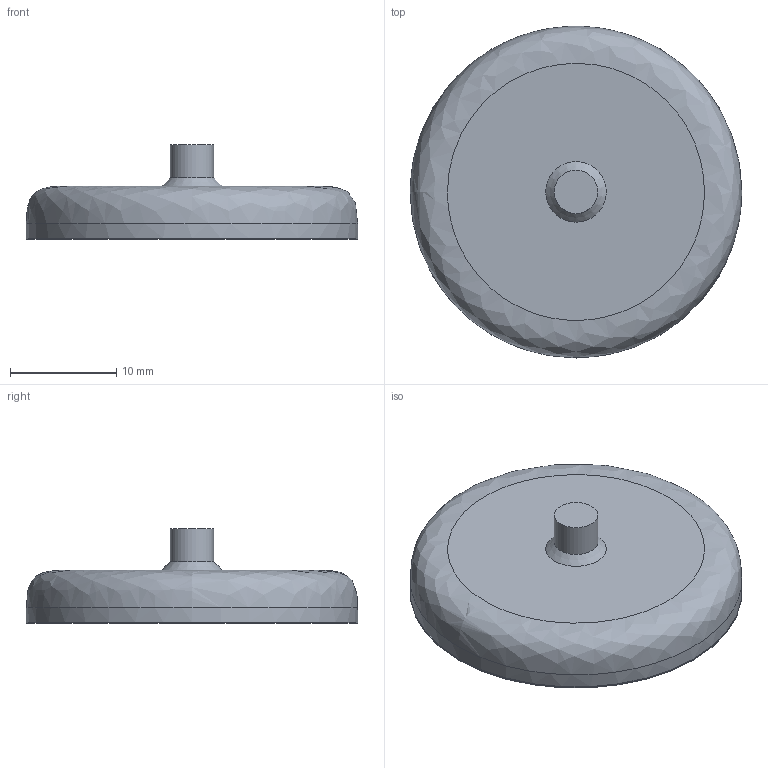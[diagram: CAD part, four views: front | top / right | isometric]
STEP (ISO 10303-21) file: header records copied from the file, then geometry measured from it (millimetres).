
FILE_DESCRIPTION(/* description */ (''),/* implementation_level */ '2;1');
FILE_NAME(/* name */ 'Magnet cutting tool.step',/* time_stamp */ '2023-05-12T12:22:41-08:00',/* author */ (''),/* organization */ (''),/* preprocessor_version */ 'ST-DEVELOPER v19.2',/* originating_system */ 'Autodesk Translation Framework v12.4.0.73',/* authorisation */ '');
FILE_SCHEMA (('AUTOMOTIVE_DESIGN { 1 0 10303 214 3 1 1 }'));
Length unit declared in the file: millimetre
Products named in the file (1): Magnet cutting tool
Bounding box: 31.26 x 31.26 x 8.9 mm (x, y, z)
Volume: 3737.2 mm3; surface area: 1957 mm2
Topology: 1 solids, 1 shells, 9 faces, 14 edges, 9 vertices
Faces by surface type: plane 4, cylinder 3, cone 1, bspline 1
Full cylindrical faces by diameter (mm): 4.1 x1, 31.2 x1, 31.257 x1
Entity records: 405 total; most frequent: CARTESIAN_POINT 210, DIRECTION 34, ORIENTED_EDGE 28, AXIS2_PLACEMENT_3D 15, EDGE_CURVE 14, EDGE_LOOP 11, FACE_OUTER_BOUND 9, VERTEX_POINT 9
